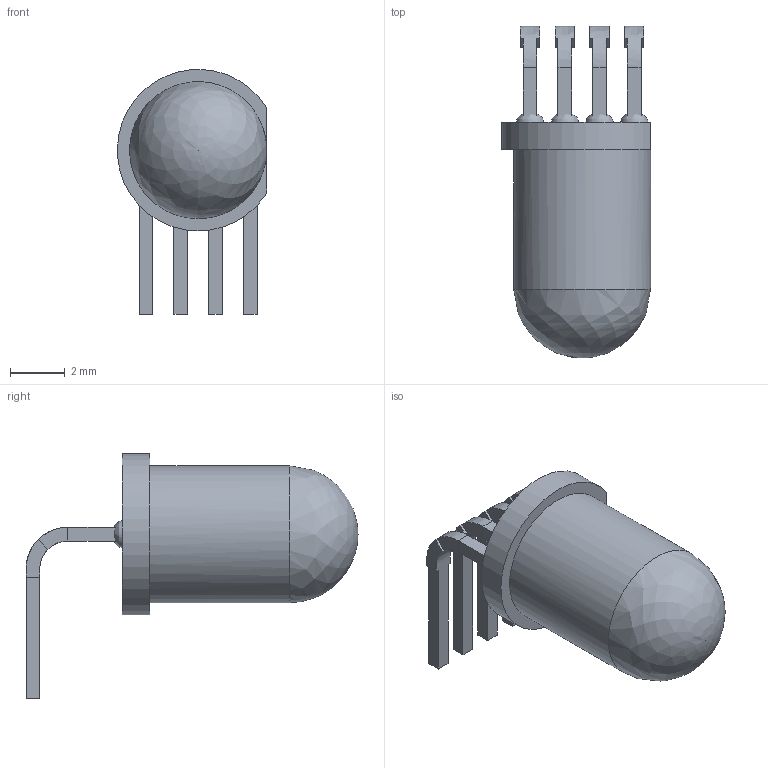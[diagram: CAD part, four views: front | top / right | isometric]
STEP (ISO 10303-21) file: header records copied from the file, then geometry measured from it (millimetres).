
FILE_DESCRIPTION(/* description */ (''),/* implementation_level */ '2;1');
FILE_NAME(/* name */ 'LE1907~1',/* time_stamp */ '2022-11-08T16:30:18+01:00',/* author */ (''),/* organization */ (''),/* preprocessor_version */ 'ST-DEVELOPER v16.5',/* originating_system */ '',/* authorisation */ '');
FILE_SCHEMA (('AUTOMOTIVE_DESIGN'));
Length unit declared in the file: millimetre
Products named in the file (1): Document
Bounding box: 5.45 x 12.12 x 8.95 mm (x, y, z)
Volume: 160.1 mm3; surface area: 259.5 mm2
Topology: 1 solids, 6 shells, 80 faces, 205 edges, 131 vertices
Faces by surface type: plane 48, bspline 29, cylinder 3
Full cylindrical faces by diameter (mm): 5 x1
Entity records: 4815 total; most frequent: CARTESIAN_POINT 3406, ORIENTED_EDGE 383, EDGE_CURVE 200, B_SPLINE_CURVE_WITH_KNOTS 179, VERTEX_POINT 131, EDGE_LOOP 84, ADVANCED_FACE 80, FACE_OUTER_BOUND 80
